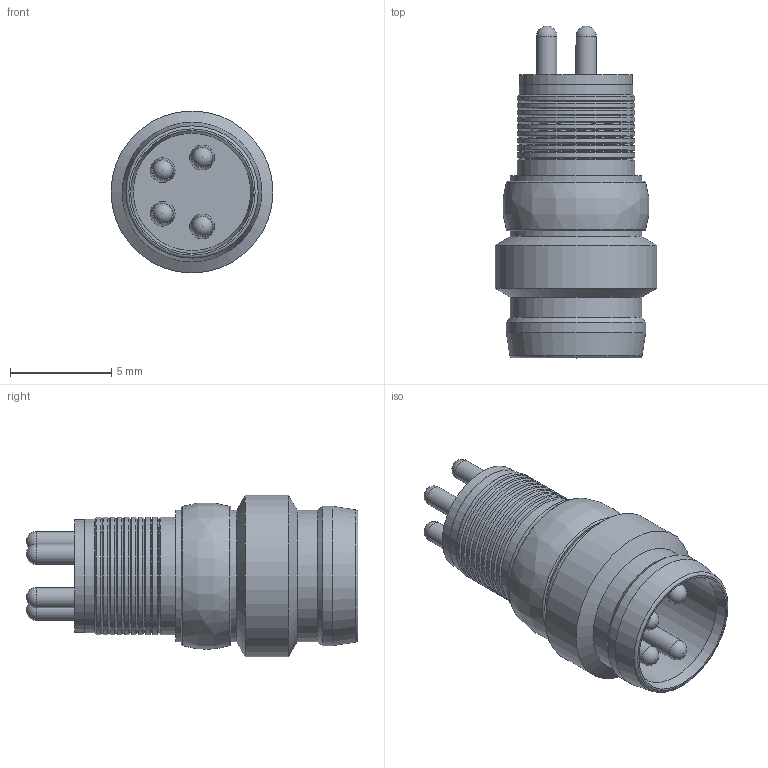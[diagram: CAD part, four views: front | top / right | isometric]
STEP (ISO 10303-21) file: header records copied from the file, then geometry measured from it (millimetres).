
FILE_DESCRIPTION(/* description */ (''),/* implementation_level */ '2;1');
FILE_NAME(/* name */ 'ESGP4P.stp',/* time_stamp */ '2017-08-08T13:28:25+02:00',/* author */ (''),/* organization */ (''),/* preprocessor_version */ 'ST-DEVELOPER v16',/* originating_system */ 'SIEMENS PLM Software NX 10.0',/* authorisation */ '');
FILE_SCHEMA (('AUTOMOTIVE_DESIGN { 1 0 10303 214 3 1 1 1 }'));
Length unit declared in the file: millimetre
Products named in the file (1): ESGP4P
Bounding box: 8 x 16.4 x 8 mm (x, y, z)
Volume: 381.1 mm3; surface area: 580.2 mm2
Topology: 1 solids, 1 shells, 78 faces, 188 edges, 121 vertices
Faces by surface type: cone 29, cylinder 26, plane 11, sphere 8, torus 3, bspline 1
Full cylindrical faces by diameter (mm): 1 x8, 5.575 x1, 5.6 x1, 5.8 x11, 6.5 x3, 6.9 x1, 8 x1
Entity records: 1601 total; most frequent: DIRECTION 310, CARTESIAN_POINT 260, AXIS2_PLACEMENT_3D 155, EDGE_LOOP 154, ORIENTED_EDGE 154, FACE_BOUND 146, ADVANCED_FACE 78, VERTEX_POINT 77
